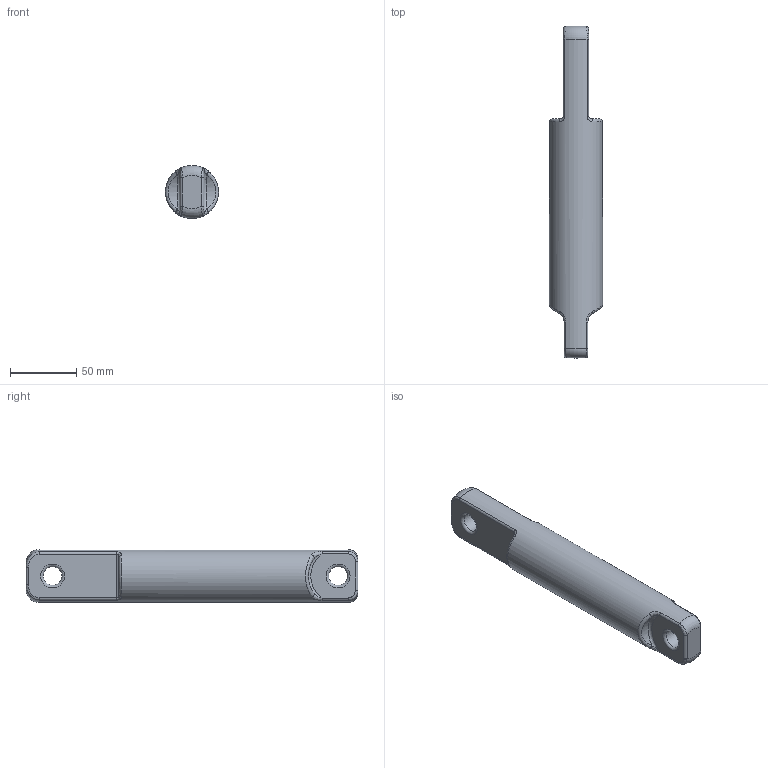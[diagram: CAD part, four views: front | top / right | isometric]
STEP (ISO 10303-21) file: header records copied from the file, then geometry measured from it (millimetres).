
FILE_DESCRIPTION(/* description */ ('STEP AP242','CAx-IF Rec.Pracs.---Representation and Presentation of Product Manufacturing Information (PMI)---4.0---2014-10-13','CAx-IF Rec.Pracs.---3D Tessellated Geometry---0.4---2014-09-14','2;1'),/* implementation_level */ '2;1');
FILE_NAME(/* name */ 'Part Studio 1 - Antebrazo',/* time_stamp */ '2024-07-21T23:03:04Z',/* author */ (''),/* organization */ (''),/* preprocessor_version */ 'ST-DEVELOPER v20',/* originating_system */ ' ',/* authorisation */ ' ');
FILE_SCHEMA (('AP242_MANAGED_MODEL_BASED_3D_ENGINEERING_MIM_LF { 1 0 10303 442 1 1 4 }'));
Length unit declared in the file: metre
Products named in the file (1): Antebrazo
Bounding box: 40 x 250 x 39.89 mm (x, y, z)
Volume: 249801.1 mm3; surface area: 32247.9 mm2
Topology: 1 solids, 1 shells, 57 faces, 129 edges, 74 vertices
Faces by surface type: cylinder 19, bspline 18, torus 12, plane 8
Full cylindrical faces by diameter (mm): 14 x2, 40 x1
Entity records: 2042 total; most frequent: CARTESIAN_POINT 888, ORIENTED_EDGE 240, DIRECTION 220, EDGE_CURVE 120, AXIS2_PLACEMENT_3D 96, VERTEX_POINT 72, EDGE_LOOP 68, FACE_BOUND 68
